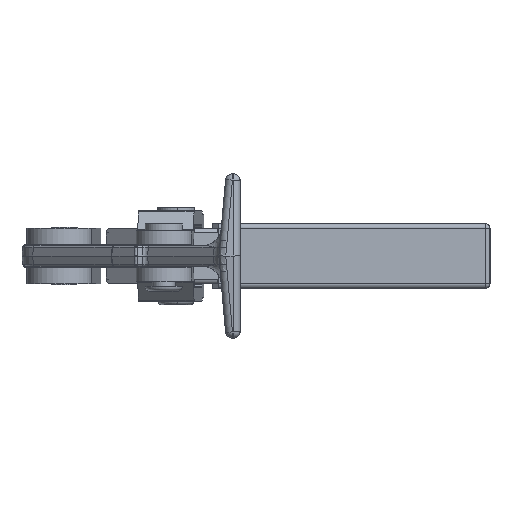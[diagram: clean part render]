
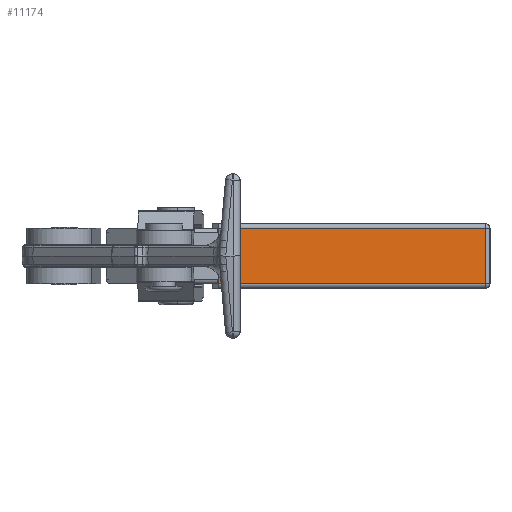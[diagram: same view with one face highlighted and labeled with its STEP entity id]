
A CAD part, left-side view. The second image highlights one B-rep face of the part: STEP entity #11174.
In plain terms, the highlighted face is planar.
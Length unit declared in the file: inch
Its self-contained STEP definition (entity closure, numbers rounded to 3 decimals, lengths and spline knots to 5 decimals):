
#10543=DIRECTION('',(-1.,0.,0.));
#10544=VECTOR('',#10543,0.75);
#10545=CARTESIAN_POINT('',(0.375,0.,-0.4375));
#10546=LINE('',#10545,#10544);
#10739=DIRECTION('',(0.,-1.,0.));
#10740=VECTOR('',#10739,3.625);
#10741=CARTESIAN_POINT('',(-0.375,3.625,-0.4375));
#10742=LINE('',#10741,#10740);
#10777=DIRECTION('',(-1.,0.,0.));
#10778=VECTOR('',#10777,0.75);
#10779=CARTESIAN_POINT('',(0.375,3.625,-0.4375));
#10780=LINE('',#10779,#10778);
#10822=DIRECTION('',(0.,1.,0.));
#10823=VECTOR('',#10822,3.625);
#10824=CARTESIAN_POINT('',(0.375,0.,-0.4375));
#10825=LINE('',#10824,#10823);
#11126=CARTESIAN_POINT('',(-0.375,3.625,-0.4375));
#11128=VERTEX_POINT('',#11126);
#11129=CARTESIAN_POINT('',(0.375,0.,-0.4375));
#11130=VERTEX_POINT('',#11129);
#11149=CARTESIAN_POINT('',(0.375,3.625,-0.4375));
#11150=VERTEX_POINT('',#11149);
#11157=CARTESIAN_POINT('',(-0.375,0.,-0.4375));
#11158=VERTEX_POINT('',#11157);
#11159=CARTESIAN_POINT('',(-0.4375,3.6875,-0.4375));
#11160=DIRECTION('',(0.,0.,-1.));
#11161=DIRECTION('',(-1.,0.,0.));
#11162=AXIS2_PLACEMENT_3D('',#11159,#11160,#11161);
#11163=PLANE('',#11162);
#11165=ORIENTED_EDGE('',*,*,#11164,.F.);
#11167=ORIENTED_EDGE('',*,*,#11166,.T.);
#11169=ORIENTED_EDGE('',*,*,#11168,.T.);
#11171=ORIENTED_EDGE('',*,*,#11170,.T.);
#11172=EDGE_LOOP('',(#11165,#11167,#11169,#11171));
#11173=FACE_OUTER_BOUND('',#11172,.F.);
#11164=EDGE_CURVE('',#11130,#11158,#10546,.T.);
#11166=EDGE_CURVE('',#11130,#11150,#10825,.T.);
#11168=EDGE_CURVE('',#11150,#11128,#10780,.T.);
#11170=EDGE_CURVE('',#11128,#11158,#10742,.T.);
#11174=ADVANCED_FACE('',(#11173),#11163,.T.);
